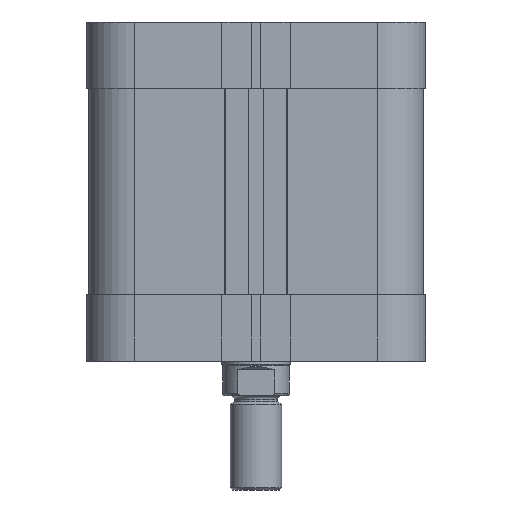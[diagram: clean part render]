
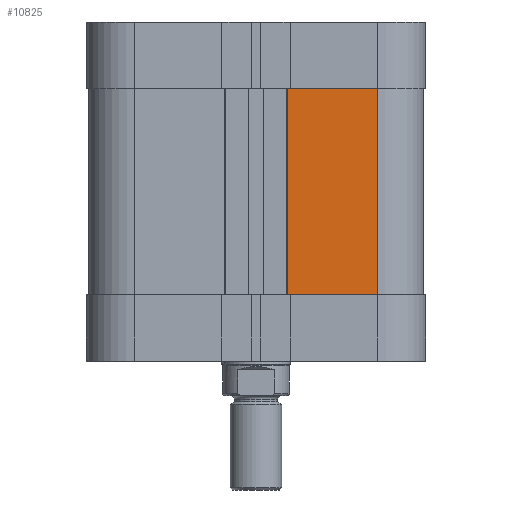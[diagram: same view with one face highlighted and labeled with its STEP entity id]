
A CAD part, front view. The second image highlights one B-rep face of the part: STEP entity #10825.
In plain terms, the highlighted planar face has unit normal (0, -1, 0).
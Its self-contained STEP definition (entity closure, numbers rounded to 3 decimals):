
#607=LINE('',#18622,#1397);
#701=LINE('',#19040,#1491);
#831=LINE('',#19418,#1621);
#832=LINE('',#19420,#1622);
#1397=VECTOR('',#14291,20.9);
#1491=VECTOR('',#14617,20.9);
#1621=VECTOR('',#15055,48.);
#1622=VECTOR('',#15058,48.);
#1994=PLANE('',#12033);
#3192=FACE_OUTER_BOUND('',#4100,.T.);
#4100=EDGE_LOOP('',(#9903,#9904,#9905,#9906));
#5468=VERTEX_POINT('',#18619);
#5469=VERTEX_POINT('',#18621);
#5676=VERTEX_POINT('',#19037);
#5677=VERTEX_POINT('',#19039);
#6777=EDGE_CURVE('',#5469,#5468,#607,.T.);
#6985=EDGE_CURVE('',#5677,#5676,#701,.T.);
#7173=EDGE_CURVE('',#5468,#5677,#831,.T.);
#7174=EDGE_CURVE('',#5469,#5676,#832,.T.);
#9903=ORIENTED_EDGE('',*,*,#6985,.T.);
#9904=ORIENTED_EDGE('',*,*,#7174,.F.);
#9905=ORIENTED_EDGE('',*,*,#6777,.T.);
#9906=ORIENTED_EDGE('',*,*,#7173,.T.);
#10825=ADVANCED_FACE('',(#3192),#1994,.T.);
#12033=AXIS2_PLACEMENT_3D('',#19419,#15056,#15057);
#14291=DIRECTION('',(1.,0.,0.));
#14617=DIRECTION('',(-1.,0.,0.));
#15055=DIRECTION('',(0.,0.,1.));
#15056=DIRECTION('center_axis',(0.,-1.,0.));
#15057=DIRECTION('ref_axis',(0.,0.,-1.));
#15058=DIRECTION('',(0.,0.,1.));
#18619=CARTESIAN_POINT('',(28.25,-39.,-54.5));
#18621=CARTESIAN_POINT('',(7.35,-39.,-54.5));
#18622=CARTESIAN_POINT('',(7.35,-39.,-54.5));
#19037=CARTESIAN_POINT('',(7.35,-39.,-6.5));
#19039=CARTESIAN_POINT('',(28.25,-39.,-6.5));
#19040=CARTESIAN_POINT('',(7.35,-39.,-6.5));
#19418=CARTESIAN_POINT('',(28.25,-39.,-54.5));
#19419=CARTESIAN_POINT('Origin',(28.25,-39.,-54.5));
#19420=CARTESIAN_POINT('',(7.35,-39.,-54.5));
